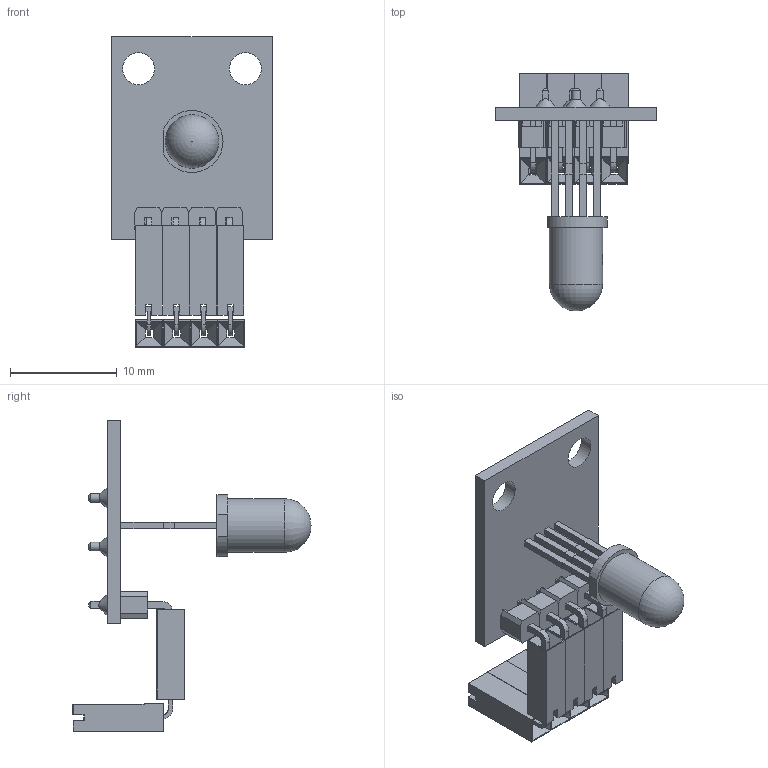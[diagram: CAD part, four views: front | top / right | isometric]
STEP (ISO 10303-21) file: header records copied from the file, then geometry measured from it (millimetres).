
FILE_DESCRIPTION(/* description */ ('STEP AP242','CAx-IF Rec.Pracs.---Representation and Presentation of Product Manufacturing Information (PMI)---4.0---2014-10-13','CAx-IF Rec.Pracs.---3D Tessellated Geometry---0.4---2014-09-14','2;1'),/* implementation_level */ '2;1');
FILE_NAME(/* name */ '684b435dddadd90e6853ca90',/* time_stamp */ '2025-06-12T21:15:11Z',/* author */ (''),/* organization */ (''),/* preprocessor_version */ 'ST-DEVELOPER v20',/* originating_system */ 'ONSHAPE BY PTC INC, 1.199',/* authorisation */ ' ');
FILE_SCHEMA (('AP242_MANAGED_MODEL_BASED_3D_ENGINEERING_MIM_LF { 1 0 10303 442 1 1 4 }'));
Length unit declared in the file: metre
Products named in the file (26): Terminais^Led RGB 5mm; pin-90deg; (Unsaved); frame_H254; Lente^Led RGB 5mm
Bounding box: 15 x 22.27 x 29.06 mm (x, y, z)
Volume: 943.4 mm3; surface area: 2528.9 mm2
Topology: 26 solids, 26 shells, 646 faces, 1670 edges, 1084 vertices
Faces by surface type: plane 582, cylinder 50, cone 13, torus 1
Full cylindrical faces by diameter (mm): 0.8 x2, 3 x2, 5 x1
Entity records: 20712 total; most frequent: CARTESIAN_POINT 3471, ORIENTED_EDGE 3308, DIRECTION 3095, EDGE_CURVE 1654, LINE 1519, VECTOR 1519, VERTEX_POINT 1083, AXIS2_PLACEMENT_3D 788
